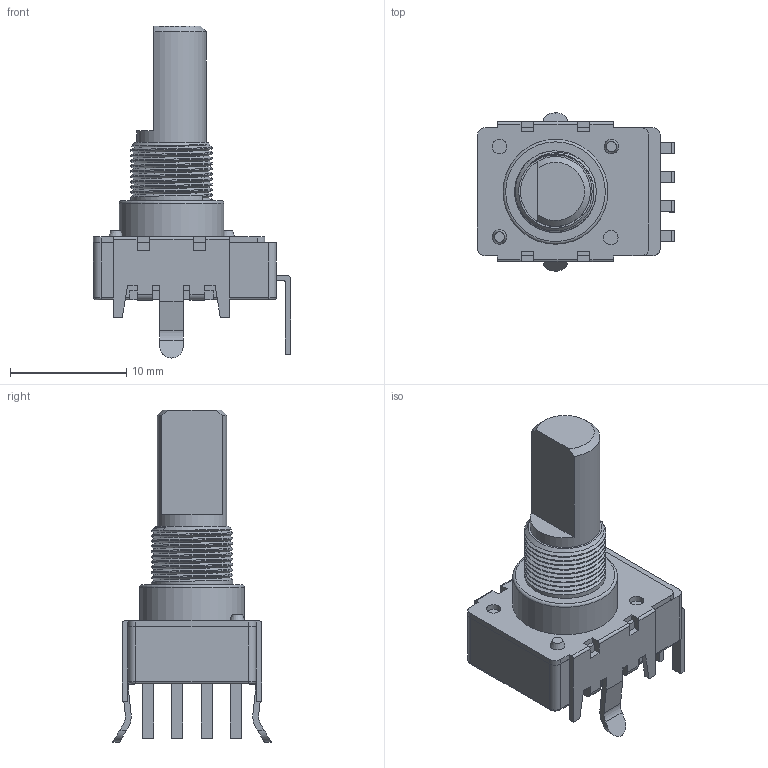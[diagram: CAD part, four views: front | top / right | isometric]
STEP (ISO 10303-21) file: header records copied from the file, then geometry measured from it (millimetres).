
FILE_DESCRIPTION(/* description */ ('Unknown'),/* implementation_level */ '2;1');
FILE_NAME(/* name */ 'RV112FF-40B1-15F-0B20K-0068',/* time_stamp */ '2023-11-08T09:10:39+02:00',/* author */ ('Unknown'),/* organization */ ('Unknown'),/* preprocessor_version */ 'ST-DEVELOPER v18.102',/* originating_system */ 'Solid Edge',/* authorisation */ 'Unknown');
FILE_SCHEMA (('AUTOMOTIVE_DESIGN {1 0 10303 214 3 1 1}'));
Length unit declared in the file: millimetre
Products named in the file (1): RV112FF-40B1-15F-0B20K-0068
Bounding box: 16.93 x 13.6 x 28.5 mm (x, y, z)
Volume: 1600 mm3; surface area: 1440.9 mm2
Topology: 1 solids, 1 shells, 220 faces, 627 edges, 412 vertices
Faces by surface type: plane 148, cylinder 60, cone 5, torus 5, bspline 2
Full cylindrical faces by diameter (mm): 1.25 x2, 6 x1, 7 x10, 9 x1
Entity records: 9419 total; most frequent: CARTESIAN_POINT 2453, ORIENTED_EDGE 1160, DIRECTION 1107, EDGE_CURVE 580, LINE 457, VECTOR 457, VERTEX_POINT 384, AXIS2_PLACEMENT_3D 325
